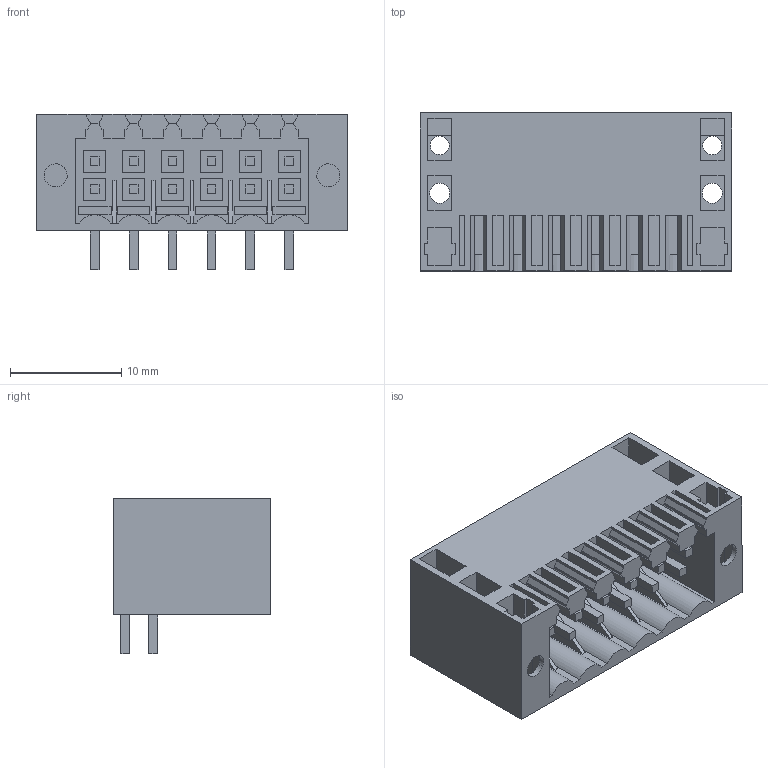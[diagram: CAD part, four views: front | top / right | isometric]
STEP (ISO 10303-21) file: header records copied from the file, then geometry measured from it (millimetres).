
FILE_DESCRIPTION(('CATIA V5 STEP Exchange','CAx-IF Rec.Pracs.--- Model Styling and Organization---1.4--- 2014-01-23'),'2;1');
FILE_NAME ('D1455090_0_1728500000_1728500000.stp','2020-09-23T14:12:13+00:00',('none'),('Weidmueller'),'CATIA Version 5-6 Release 2016 SP3 HF44','CATIA V5 STEP AP214','none');
FILE_SCHEMA(('AUTOMOTIVE_DESIGN { 1 0 10303 214 1 1 1 1 }'));
Length unit declared in the file: millimetre
Products named in the file (1): 1728500000
Bounding box: 28 x 14.2 x 14 mm (x, y, z)
Volume: 2036.9 mm3; surface area: 4432.9 mm2
Topology: 1 solids, 1 shells, 646 faces, 1884 edges, 1285 vertices
Faces by surface type: plane 618, cylinder 28
Entity records: 20451 total; most frequent: ORIENTED_EDGE 3768, CARTESIAN_POINT 3625, DIRECTION 2692, EDGE_CURVE 1884, VECTOR 1816, LINE 1816, VERTEX_POINT 1285, EDGE_LOOP 707
